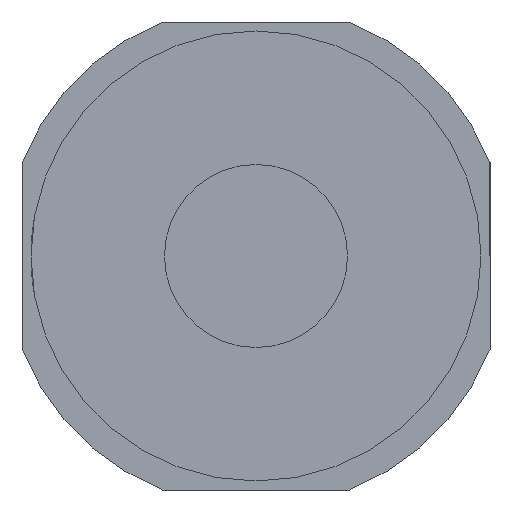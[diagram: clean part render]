
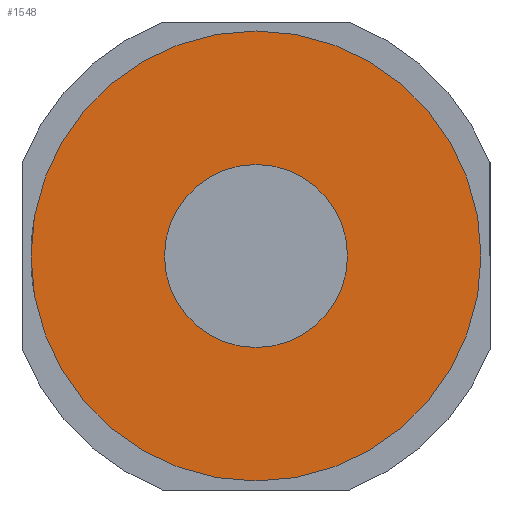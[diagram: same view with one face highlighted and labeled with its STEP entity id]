
A CAD part, left-side view. The second image highlights one B-rep face of the part: STEP entity #1548.
In plain terms, the highlighted planar face has unit normal (-1, 0, 0).
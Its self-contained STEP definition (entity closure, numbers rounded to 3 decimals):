
#182 = DIRECTION ( 'NONE',  ( 1., 0., 0. ) ) ;
#184 = CARTESIAN_POINT ( 'NONE',  ( 0., 15.25, 0. ) ) ;
#185 = FACE_BOUND ( 'NONE', #4649, .T. ) ;
#187 = FACE_OUTER_BOUND ( 'NONE', #4646, .T. ) ;
#188 = PLANE ( 'NONE',  #1650 ) ;
#190 = DIRECTION ( 'NONE',  ( 0., 0., -1. ) ) ;
#1010 = CARTESIAN_POINT ( 'NONE',  ( 0., 0., 15.25 ) ) ;
#1011 = CARTESIAN_POINT ( 'NONE',  ( 0., 0., -15.25 ) ) ;
#1015 = CARTESIAN_POINT ( 'NONE',  ( 0., 0., -37.5 ) ) ;
#1016 = CARTESIAN_POINT ( 'NONE',  ( 0., 0., 37.5 ) ) ;
#1548 = ADVANCED_FACE ( 'NONE', ( #185, #187 ), #188, .F. ) ;
#1650 = AXIS2_PLACEMENT_3D ( 'NONE', #184, #182, #190 ) ;
#1694 = CIRCLE ( 'NONE', #1696, 37.5 ) ;
#1696 = AXIS2_PLACEMENT_3D ( 'NONE', #5846, #5847, #5848 ) ;
#1698 = CIRCLE ( 'NONE', #1702, 15.25 ) ;
#1702 = AXIS2_PLACEMENT_3D ( 'NONE', #5858, #5859, #5860 ) ;
#1740 = CIRCLE ( 'NONE', #1743, 15.25 ) ;
#1742 = CIRCLE ( 'NONE', #1745, 37.5 ) ;
#1743 = AXIS2_PLACEMENT_3D ( 'NONE', #5942, #5943, #5944 ) ;
#1745 = AXIS2_PLACEMENT_3D ( 'NONE', #5947, #5948, #5949 ) ;
#4646 = EDGE_LOOP ( 'NONE', ( #6798, #6799 ) ) ;
#4649 = EDGE_LOOP ( 'NONE', ( #6796, #6797 ) ) ;
#5846 = CARTESIAN_POINT ( 'NONE',  ( 0., 0., 0. ) ) ;
#5847 = DIRECTION ( 'NONE',  ( -1., 0., 0. ) ) ;
#5848 = DIRECTION ( 'NONE',  ( 0., 0., 1. ) ) ;
#5858 = CARTESIAN_POINT ( 'NONE',  ( 0., 0., 0. ) ) ;
#5859 = DIRECTION ( 'NONE',  ( -1., 0., 0. ) ) ;
#5860 = DIRECTION ( 'NONE',  ( 0., 0., 1. ) ) ;
#5942 = CARTESIAN_POINT ( 'NONE',  ( 0., 0., 0. ) ) ;
#5943 = DIRECTION ( 'NONE',  ( -1., 0., 0. ) ) ;
#5944 = DIRECTION ( 'NONE',  ( 0., 0., 1. ) ) ;
#5947 = CARTESIAN_POINT ( 'NONE',  ( 0., 0., 0. ) ) ;
#5948 = DIRECTION ( 'NONE',  ( -1., 0., 0. ) ) ;
#5949 = DIRECTION ( 'NONE',  ( 0., 0., 1. ) ) ;
#6592 = VERTEX_POINT ( 'NONE', #1010 ) ;
#6593 = VERTEX_POINT ( 'NONE', #1011 ) ;
#6597 = VERTEX_POINT ( 'NONE', #1015 ) ;
#6598 = VERTEX_POINT ( 'NONE', #1016 ) ;
#6796 = ORIENTED_EDGE ( 'NONE', *, *, #7084, .F. ) ;
#6797 = ORIENTED_EDGE ( 'NONE', *, *, #7055, .F. ) ;
#6798 = ORIENTED_EDGE ( 'NONE', *, *, #7051, .T. ) ;
#6799 = ORIENTED_EDGE ( 'NONE', *, *, #7085, .T. ) ;
#7051 = EDGE_CURVE ( 'NONE', #6598, #6597, #1694, .T. ) ;
#7055 = EDGE_CURVE ( 'NONE', #6593, #6592, #1698, .T. ) ;
#7084 = EDGE_CURVE ( 'NONE', #6592, #6593, #1740, .T. ) ;
#7085 = EDGE_CURVE ( 'NONE', #6597, #6598, #1742, .T. ) ;
